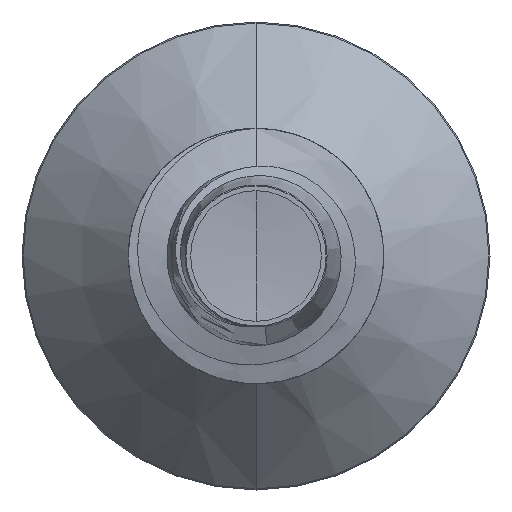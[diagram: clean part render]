
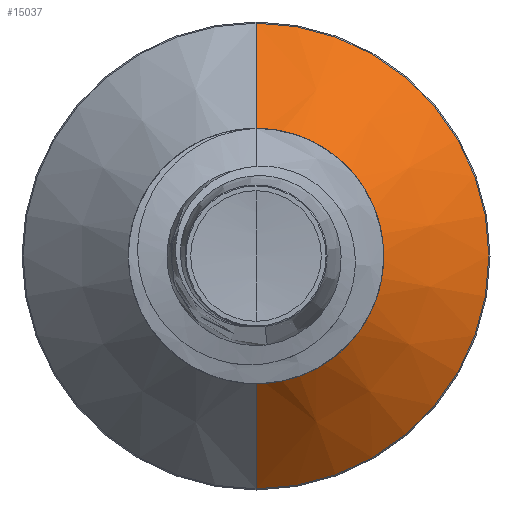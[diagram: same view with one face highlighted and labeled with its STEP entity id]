
A CAD part, front view. The second image highlights one B-rep face of the part: STEP entity #15037.
In plain terms, the highlighted conical face has half-angle 45 degrees and reference radius 1.414 mm.
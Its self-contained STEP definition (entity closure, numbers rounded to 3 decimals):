
#1532 = DIRECTION ( 'NONE',  ( 0., 0., 1. ) ) ;
#1537 = DIRECTION ( 'NONE',  ( 0., 1., 0. ) ) ;
#1573 = CARTESIAN_POINT ( 'NONE',  ( 0., 14.437, 0. ) ) ;
#4293 = CIRCLE ( 'NONE', #8649, 1.414 ) ;
#4384 = ORIENTED_EDGE ( 'NONE', *, *, #21923, .T. ) ;
#4701 = VERTEX_POINT ( 'NONE', #10460 ) ;
#4883 = LINE ( 'NONE', #18356, #5585 ) ;
#5088 = ORIENTED_EDGE ( 'NONE', *, *, #6134, .F. ) ;
#5458 = CARTESIAN_POINT ( 'NONE',  ( 0., 13.114, -1.414 ) ) ;
#5585 = VECTOR ( 'NONE', #18338, 1000. ) ;
#6134 = EDGE_CURVE ( 'NONE', #4701, #8122, #4883, .T. ) ;
#6523 = DIRECTION ( 'NONE',  ( 0., 0.707, -0.707 ) ) ;
#6969 = CARTESIAN_POINT ( 'NONE',  ( 0., 13.114, -1.414 ) ) ;
#8122 = VERTEX_POINT ( 'NONE', #13392 ) ;
#8649 = AXIS2_PLACEMENT_3D ( 'NONE', #19333, #19289, #19259 ) ;
#9018 = CONICAL_SURFACE ( 'NONE', #18449, 1.414, 0.785 ) ;
#10460 = CARTESIAN_POINT ( 'NONE',  ( 0., 13.114, 1.414 ) ) ;
#12043 = CARTESIAN_POINT ( 'NONE',  ( 0., 14.437, -2.737 ) ) ;
#12749 = EDGE_LOOP ( 'NONE', ( #4384, #21029, #16394, #5088 ) ) ;
#13392 = CARTESIAN_POINT ( 'NONE',  ( 0., 14.437, 2.737 ) ) ;
#13916 = EDGE_CURVE ( 'NONE', #19926, #23064, #24227, .T. ) ;
#14448 = VECTOR ( 'NONE', #6523, 1000. ) ;
#14966 = AXIS2_PLACEMENT_3D ( 'NONE', #1573, #1537, #1532 ) ;
#15037 = ADVANCED_FACE ( 'NONE', ( #21540 ), #9018, .T. ) ;
#16394 = ORIENTED_EDGE ( 'NONE', *, *, #21003, .F. ) ;
#18338 = DIRECTION ( 'NONE',  ( 0., 0.707, 0.707 ) ) ;
#18356 = CARTESIAN_POINT ( 'NONE',  ( 0., 13.114, 1.414 ) ) ;
#18449 = AXIS2_PLACEMENT_3D ( 'NONE', #20944, #20876, #21125 ) ;
#19259 = DIRECTION ( 'NONE',  ( 0., 0., 1. ) ) ;
#19289 = DIRECTION ( 'NONE',  ( 0., 1., 0. ) ) ;
#19333 = CARTESIAN_POINT ( 'NONE',  ( 0., 13.114, 0. ) ) ;
#19892 = CIRCLE ( 'NONE', #14966, 2.737 ) ;
#19926 = VERTEX_POINT ( 'NONE', #5458 ) ;
#20876 = DIRECTION ( 'NONE',  ( 0., 1., 0. ) ) ;
#20944 = CARTESIAN_POINT ( 'NONE',  ( 0., 13.114, 0. ) ) ;
#21003 = EDGE_CURVE ( 'NONE', #8122, #23064, #19892, .T. ) ;
#21029 = ORIENTED_EDGE ( 'NONE', *, *, #13916, .T. ) ;
#21125 = DIRECTION ( 'NONE',  ( 0., 0., 1. ) ) ;
#21540 = FACE_OUTER_BOUND ( 'NONE', #12749, .T. ) ;
#21923 = EDGE_CURVE ( 'NONE', #4701, #19926, #4293, .T. ) ;
#23064 = VERTEX_POINT ( 'NONE', #12043 ) ;
#24227 = LINE ( 'NONE', #6969, #14448 ) ;
